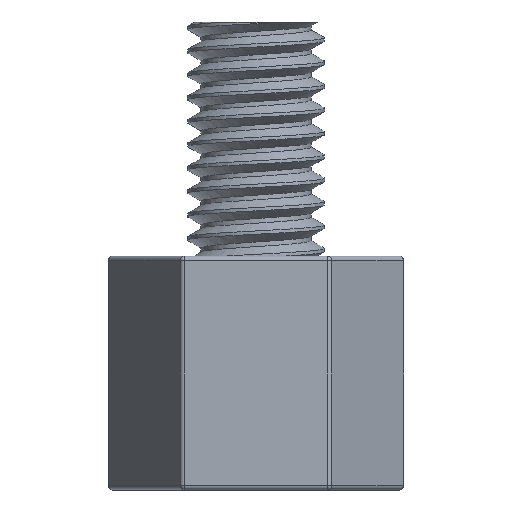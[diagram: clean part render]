
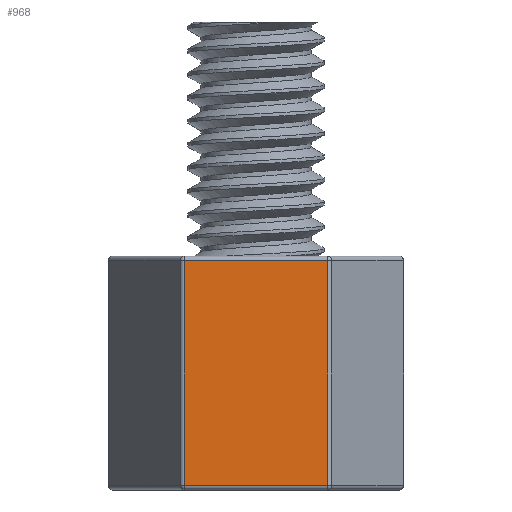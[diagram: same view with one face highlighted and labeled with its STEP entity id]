
A CAD part, front view. The second image highlights one B-rep face of the part: STEP entity #968.
In plain terms, the highlighted planar face has unit normal (-0.001, -1, 0).
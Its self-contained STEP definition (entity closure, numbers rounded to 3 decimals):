
#19=PLANE('',#1055);
#64=FACE_OUTER_BOUND('',#129,.T.);
#129=EDGE_LOOP('',(#700,#701,#702,#703));
#283=LINE('',#2111,#340);
#285=LINE('',#2121,#342);
#286=LINE('',#2123,#343);
#287=LINE('',#2124,#344);
#340=VECTOR('',#1205,10.);
#342=VECTOR('',#1217,10.);
#343=VECTOR('',#1218,10.);
#344=VECTOR('',#1219,10.);
#421=VERTEX_POINT('',#2103);
#424=VERTEX_POINT('',#2110);
#427=VERTEX_POINT('',#2120);
#428=VERTEX_POINT('',#2122);
#528=EDGE_CURVE('',#421,#424,#283,.T.);
#533=EDGE_CURVE('',#427,#421,#285,.T.);
#534=EDGE_CURVE('',#428,#427,#286,.T.);
#535=EDGE_CURVE('',#424,#428,#287,.T.);
#700=ORIENTED_EDGE('',*,*,#528,.F.);
#701=ORIENTED_EDGE('',*,*,#533,.F.);
#702=ORIENTED_EDGE('',*,*,#534,.F.);
#703=ORIENTED_EDGE('',*,*,#535,.F.);
#968=ADVANCED_FACE('',(#64),#19,.T.);
#1055=AXIS2_PLACEMENT_3D('',#2119,#1215,#1216);
#1205=DIRECTION('',(0.,0.,1.));
#1215=DIRECTION('center_axis',(-0.001,-1.,
0.));
#1216=DIRECTION('ref_axis',(1.,-0.001,0.));
#1217=DIRECTION('',(-1.,0.001,0.));
#1218=DIRECTION('',(0.,0.,-1.));
#1219=DIRECTION('',(1.,-0.001,0.));
#2103=CARTESIAN_POINT('',(33.468,-2.749,0.1));
#2110=CARTESIAN_POINT('',(33.468,-2.749,4.9));
#2111=CARTESIAN_POINT('',(33.468,-2.749,0.));
#2119=CARTESIAN_POINT('Origin',(33.41,-2.749,0.));
#2120=CARTESIAN_POINT('',(36.528,-2.751,0.1));
#2121=CARTESIAN_POINT('',(34.204,-2.749,0.1));
#2122=CARTESIAN_POINT('',(36.528,-2.751,4.9));
#2123=CARTESIAN_POINT('',(36.528,-2.751,0.));
#2124=CARTESIAN_POINT('',(34.204,-2.749,4.9));
